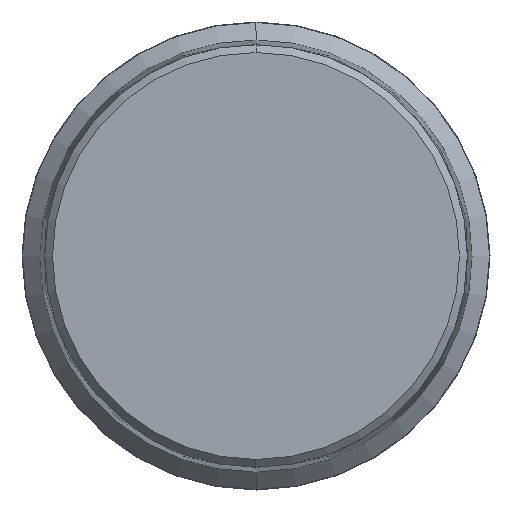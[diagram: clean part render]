
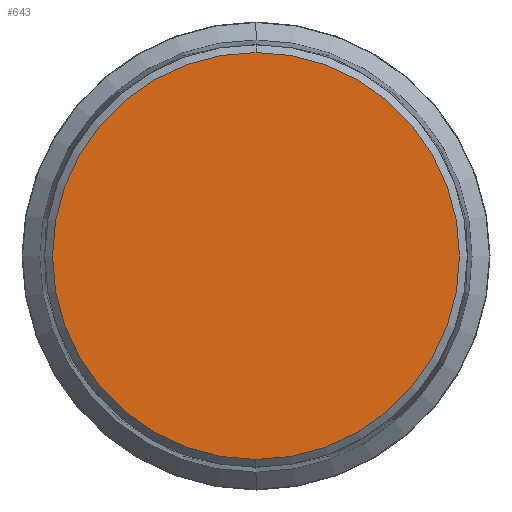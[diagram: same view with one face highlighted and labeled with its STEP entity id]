
A CAD part, front view. The second image highlights one B-rep face of the part: STEP entity #643.
In plain terms, the highlighted planar face has unit normal (0, -1, 0).
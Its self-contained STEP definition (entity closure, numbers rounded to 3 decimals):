
#643=ADVANCED_FACE('',(#1391),#1392,.T.);
#1391=FACE_OUTER_BOUND('',#2234,.T.);
#1392=PLANE('',#2235);
#2234=EDGE_LOOP('',(#4020,#4021));
#2235=AXIS2_PLACEMENT_3D('',#4022,#4023,#4024);
#4020=ORIENTED_EDGE('',*,*,#5149,.T.);
#4021=ORIENTED_EDGE('',*,*,#5470,.T.);
#4022=CARTESIAN_POINT('',(0.0,-18.0,6.522));
#4023=DIRECTION('',(0.0,-1.0,0.0));
#4024=DIRECTION('',(0.0,0.0,1.0));
#5149=EDGE_CURVE('',#6187,#6189,#6191,.T.);
#5470=EDGE_CURVE('',#6189,#6187,#6655,.T.);
#6187=VERTEX_POINT('',#7549);
#6189=VERTEX_POINT('',#7552);
#6191=CIRCLE('',#7555,13.044);
#6655=CIRCLE('',#8521,13.044);
#7549=CARTESIAN_POINT('',(0.0,-18.0,13.044));
#7552=CARTESIAN_POINT('',(0.,-18.0,-13.044));
#7555=AXIS2_PLACEMENT_3D('',#9192,#9193,#9194);
#8521=AXIS2_PLACEMENT_3D('',#9607,#9608,#9609);
#9192=CARTESIAN_POINT('',(0.0,-18.0,0.0));
#9193=DIRECTION('',(0.0,-1.0,0.0));
#9194=DIRECTION('',(0.0,0.0,1.0));
#9607=CARTESIAN_POINT('',(0.0,-18.0,0.0));
#9608=DIRECTION('',(0.0,-1.0,0.0));
#9609=DIRECTION('',(0.0,0.0,1.0));
